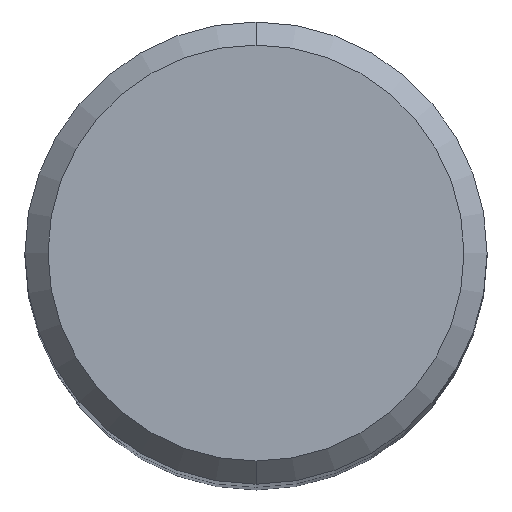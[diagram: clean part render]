
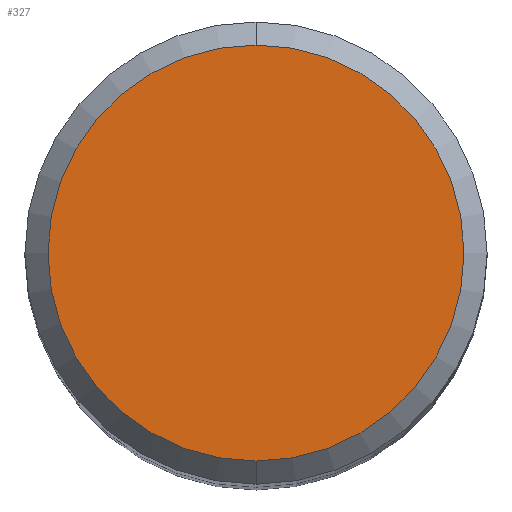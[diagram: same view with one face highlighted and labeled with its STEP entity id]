
A CAD part, top view. The second image highlights one B-rep face of the part: STEP entity #327.
In plain terms, the highlighted planar face has unit normal (0, 0, 1).
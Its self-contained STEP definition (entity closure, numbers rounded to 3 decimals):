
#205=EDGE_CURVE('',#335,#405,#518,.T.);
#327=ADVANCED_FACE('',(#651),#652,.T.);
#335=VERTEX_POINT('',#661);
#375=EDGE_CURVE('',#405,#335,#704,.T.);
#405=VERTEX_POINT('',#738);
#518=CIRCLE('',#859,5.4);
#651=FACE_OUTER_BOUND('',#1158,.T.);
#652=PLANE('',#1159);
#661=CARTESIAN_POINT('',(0.,-5.4,0.0));
#704=CIRCLE('',#1287,5.4);
#738=CARTESIAN_POINT('',(0.0,5.4,0.0));
#859=AXIS2_PLACEMENT_3D('',#1578,#1579,#1580);
#1158=EDGE_LOOP('',(#1724,#1725));
#1159=AXIS2_PLACEMENT_3D('',#1726,#1727,#1728);
#1287=AXIS2_PLACEMENT_3D('',#1778,#1779,#1780);
#1578=CARTESIAN_POINT('',(0.0,0.0,0.0));
#1579=DIRECTION('',(0.0,0.0,-1.0));
#1580=DIRECTION('',(0.0,1.0,0.0));
#1724=ORIENTED_EDGE('',*,*,#375,.F.);
#1725=ORIENTED_EDGE('',*,*,#205,.F.);
#1726=CARTESIAN_POINT('',(0.0,2.7,0.0));
#1727=DIRECTION('',(-0.0,0.0,1.0));
#1728=DIRECTION('',(0.0,-1.0,0.0));
#1778=CARTESIAN_POINT('',(0.0,0.0,0.0));
#1779=DIRECTION('',(0.0,0.0,-1.0));
#1780=DIRECTION('',(0.0,1.0,0.0));
